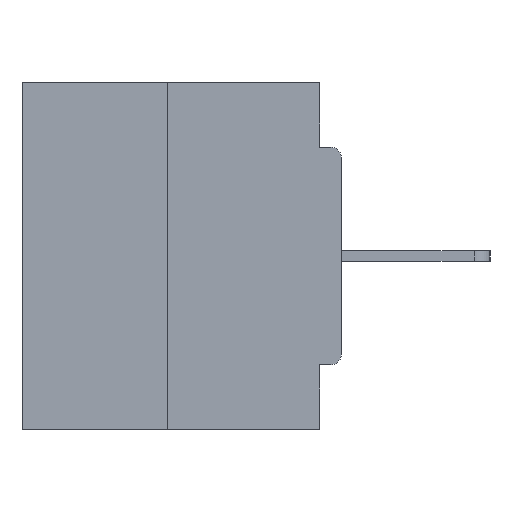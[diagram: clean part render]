
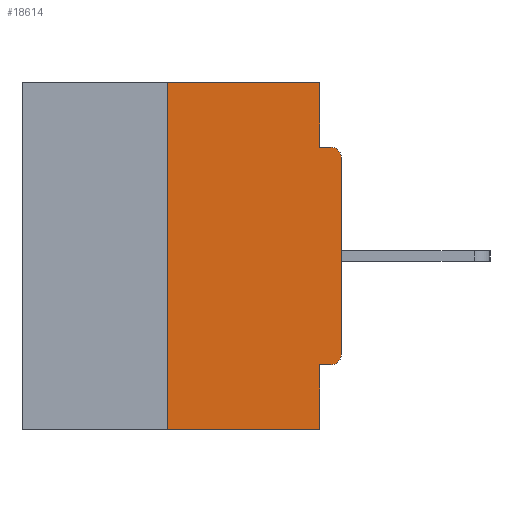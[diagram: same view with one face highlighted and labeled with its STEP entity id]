
A CAD part, left-side view. The second image highlights one B-rep face of the part: STEP entity #18614.
In plain terms, the highlighted planar face has unit normal (-1, 0, 0).
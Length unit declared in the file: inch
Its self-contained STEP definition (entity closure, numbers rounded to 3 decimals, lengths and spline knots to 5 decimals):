
#111 = DIRECTION ( 'NONE',  ( -1., 0., 0. ) ) ;
#213 = ORIENTED_EDGE ( 'NONE', *, *, #5417, .F. ) ;
#590 = DIRECTION ( 'NONE',  ( 0., 0., -1. ) ) ;
#746 = LINE ( 'NONE', #12380, #2594 ) ;
#870 = DIRECTION ( 'NONE',  ( 0., -1., 0. ) ) ;
#1023 = VECTOR ( 'NONE', #590, 39.37008 ) ;
#2594 = VECTOR ( 'NONE', #14930, 39.37008 ) ;
#3066 = CARTESIAN_POINT ( 'NONE',  ( 0., 0., -0.1085 ) ) ;
#3088 = VERTEX_POINT ( 'NONE', #7253 ) ;
#3265 = VECTOR ( 'NONE', #26151, 39.37008 ) ;
#3573 = CARTESIAN_POINT ( 'NONE',  ( 0., 0.25, 0. ) ) ;
#4706 = EDGE_CURVE ( 'NONE', #3088, #33537, #746, .T. ) ;
#5254 = CARTESIAN_POINT ( 'NONE',  ( 0., 0.031, -0.5 ) ) ;
#5273 = ORIENTED_EDGE ( 'NONE', *, *, #16677, .T. ) ;
#5407 = VERTEX_POINT ( 'NONE', #26321 ) ;
#5417 = EDGE_CURVE ( 'NONE', #10049, #6374, #13822, .T. ) ;
#5439 = FACE_OUTER_BOUND ( 'NONE', #12874, .T. ) ;
#5678 = ORIENTED_EDGE ( 'NONE', *, *, #7060, .F. ) ;
#6374 = VERTEX_POINT ( 'NONE', #8493 ) ;
#7060 = EDGE_CURVE ( 'NONE', #33537, #8963, #33413, .T. ) ;
#7253 = CARTESIAN_POINT ( 'NONE',  ( 0., 0.015, -0.4065 ) ) ;
#7344 = VECTOR ( 'NONE', #30866, 39.37008 ) ;
#7966 = CARTESIAN_POINT ( 'NONE',  ( 0., 0., 0. ) ) ;
#8072 = CARTESIAN_POINT ( 'NONE',  ( 0., 0.25, 0. ) ) ;
#8493 = CARTESIAN_POINT ( 'NONE',  ( 0., 0.015, -0.0935 ) ) ;
#8541 = DIRECTION ( 'NONE',  ( -1., 0., 0. ) ) ;
#8831 = CARTESIAN_POINT ( 'NONE',  ( 0., 0.031, -0.5 ) ) ;
#8963 = VERTEX_POINT ( 'NONE', #5254 ) ;
#9000 = EDGE_CURVE ( 'NONE', #22047, #8963, #29746, .T. ) ;
#10015 = AXIS2_PLACEMENT_3D ( 'NONE', #25327, #8541, #28116 ) ;
#10049 = VERTEX_POINT ( 'NONE', #24544 ) ;
#10744 = VERTEX_POINT ( 'NONE', #8072 ) ;
#12380 = CARTESIAN_POINT ( 'NONE',  ( 0., 0., -0.4065 ) ) ;
#12874 = EDGE_LOOP ( 'NONE', ( #22871, #16374, #27248, #5678, #16838, #36035, #5273, #35182, #213, #31269 ) ) ;
#13587 = CARTESIAN_POINT ( 'NONE',  ( 0., 0.25, -0.5 ) ) ;
#13822 = LINE ( 'NONE', #20735, #27761 ) ;
#14114 = CARTESIAN_POINT ( 'NONE',  ( 0., 0.031, 0. ) ) ;
#14498 = VERTEX_POINT ( 'NONE', #14114 ) ;
#14930 = DIRECTION ( 'NONE',  ( 0., 1., 0. ) ) ;
#16374 = ORIENTED_EDGE ( 'NONE', *, *, #24015, .F. ) ;
#16677 = EDGE_CURVE ( 'NONE', #5407, #21024, #31662, .T. ) ;
#16837 = VECTOR ( 'NONE', #27566, 39.37008 ) ;
#16838 = ORIENTED_EDGE ( 'NONE', *, *, #4706, .F. ) ;
#17119 = DIRECTION ( 'NONE',  ( 1., 0., 0. ) ) ;
#17338 = CARTESIAN_POINT ( 'NONE',  ( 0., 0.015, -0.3915 ) ) ;
#18572 = VECTOR ( 'NONE', #28388, 39.37008 ) ;
#18614 = ADVANCED_FACE ( 'NONE', ( #5439 ), #25369, .F. ) ;
#20149 = DIRECTION ( 'NONE',  ( 0., 0., -1. ) ) ;
#20735 = CARTESIAN_POINT ( 'NONE',  ( 0., 0., -0.0935 ) ) ;
#20847 = CARTESIAN_POINT ( 'NONE',  ( 0., 0.031, -0.4065 ) ) ;
#21024 = VERTEX_POINT ( 'NONE', #3066 ) ;
#21538 = CIRCLE ( 'NONE', #33484, 0.015 ) ;
#22047 = VERTEX_POINT ( 'NONE', #13587 ) ;
#22560 = CARTESIAN_POINT ( 'NONE',  ( 0., 0.46, 0. ) ) ;
#22871 = ORIENTED_EDGE ( 'NONE', *, *, #35794, .F. ) ;
#23145 = LINE ( 'NONE', #3573, #30587 ) ;
#23334 = CARTESIAN_POINT ( 'NONE',  ( 0., 0.46, 0. ) ) ;
#23352 = DIRECTION ( 'NONE',  ( 0., 0., 1. ) ) ;
#24015 = EDGE_CURVE ( 'NONE', #22047, #10744, #23145, .T. ) ;
#24544 = CARTESIAN_POINT ( 'NONE',  ( 0., 0.031, -0.0935 ) ) ;
#25327 = CARTESIAN_POINT ( 'NONE',  ( 0., 0.015, -0.1085 ) ) ;
#25369 = PLANE ( 'NONE',  #33888 ) ;
#25823 = LINE ( 'NONE', #23334, #3265 ) ;
#26151 = DIRECTION ( 'NONE',  ( 0., -1., 0. ) ) ;
#26321 = CARTESIAN_POINT ( 'NONE',  ( 0., 0., -0.3915 ) ) ;
#27248 = ORIENTED_EDGE ( 'NONE', *, *, #9000, .T. ) ;
#27566 = DIRECTION ( 'NONE',  ( 0., 0., 1. ) ) ;
#27761 = VECTOR ( 'NONE', #870, 39.37008 ) ;
#28023 = CARTESIAN_POINT ( 'NONE',  ( 0., 0.46, -0.5 ) ) ;
#28116 = DIRECTION ( 'NONE',  ( 0., 0., -1. ) ) ;
#28270 = EDGE_CURVE ( 'NONE', #21024, #6374, #36424, .T. ) ;
#28388 = DIRECTION ( 'NONE',  ( 0., 0., -1. ) ) ;
#28433 = EDGE_CURVE ( 'NONE', #14498, #10049, #31163, .T. ) ;
#29469 = EDGE_CURVE ( 'NONE', #3088, #5407, #21538, .T. ) ;
#29746 = LINE ( 'NONE', #28023, #7344 ) ;
#30587 = VECTOR ( 'NONE', #23352, 39.37008 ) ;
#30866 = DIRECTION ( 'NONE',  ( 0., -1., 0. ) ) ;
#31163 = LINE ( 'NONE', #34484, #1023 ) ;
#31269 = ORIENTED_EDGE ( 'NONE', *, *, #28433, .F. ) ;
#31662 = LINE ( 'NONE', #7966, #16837 ) ;
#33413 = LINE ( 'NONE', #8831, #18572 ) ;
#33484 = AXIS2_PLACEMENT_3D ( 'NONE', #17338, #111, #20149 ) ;
#33537 = VERTEX_POINT ( 'NONE', #20847 ) ;
#33888 = AXIS2_PLACEMENT_3D ( 'NONE', #22560, #17119, #36630 ) ;
#34484 = CARTESIAN_POINT ( 'NONE',  ( 0., 0.031, 0. ) ) ;
#35182 = ORIENTED_EDGE ( 'NONE', *, *, #28270, .T. ) ;
#35794 = EDGE_CURVE ( 'NONE', #10744, #14498, #25823, .T. ) ;
#36035 = ORIENTED_EDGE ( 'NONE', *, *, #29469, .T. ) ;
#36424 = CIRCLE ( 'NONE', #10015, 0.015 ) ;
#36630 = DIRECTION ( 'NONE',  ( 0., 0., -1. ) ) ;
